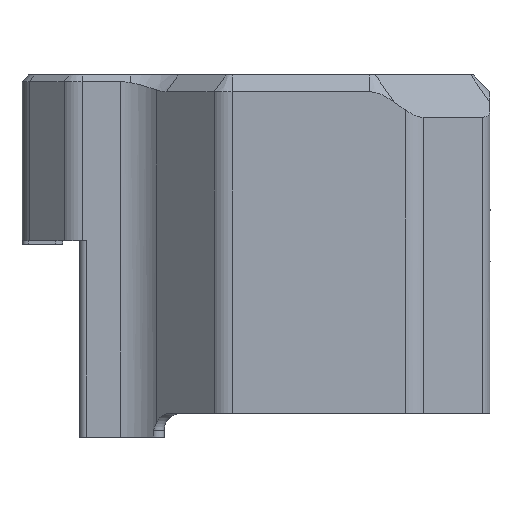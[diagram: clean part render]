
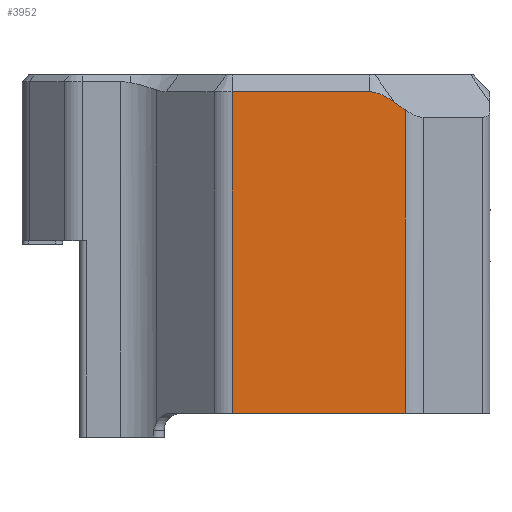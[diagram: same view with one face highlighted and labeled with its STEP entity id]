
A CAD part, front view. The second image highlights one B-rep face of the part: STEP entity #3952.
In plain terms, the highlighted planar face has unit normal (0, -1, 0).
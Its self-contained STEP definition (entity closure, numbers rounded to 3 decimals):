
#207=PLANE('',#4345);
#389=FACE_OUTER_BOUND('',#624,.T.);
#624=EDGE_LOOP('',(#3382,#3383,#3384,#3385,#3386,#3387));
#1035=LINE('',#6925,#1386);
#1083=LINE('',#7119,#1434);
#1111=LINE('',#7215,#1462);
#1142=LINE('',#7341,#1493);
#1143=LINE('',#7343,#1494);
#1386=VECTOR('',#4939,10.);
#1434=VECTOR('',#5123,10.);
#1462=VECTOR('',#5213,10.);
#1493=VECTOR('',#5318,10.);
#1494=VECTOR('',#5321,10.);
#1616=(
BOUNDED_CURVE()
B_SPLINE_CURVE(2,(#7084,#7085,#7086),.UNSPECIFIED.,.F.,.F.)
B_SPLINE_CURVE_WITH_KNOTS((3,3),(2.231,2.797),
 .UNSPECIFIED.)
CURVE()
GEOMETRIC_REPRESENTATION_ITEM()
RATIONAL_B_SPLINE_CURVE((1.,1.367,1.548))
REPRESENTATION_ITEM('')
);
#1807=VERTEX_POINT('',#6922);
#1808=VERTEX_POINT('',#6924);
#1855=VERTEX_POINT('',#7082);
#1856=VERTEX_POINT('',#7083);
#1864=VERTEX_POINT('',#7118);
#1891=VERTEX_POINT('',#7213);
#2254=EDGE_CURVE('',#1808,#1807,#1035,.T.);
#2327=EDGE_CURVE('',#1855,#1856,#1616,.T.);
#2343=EDGE_CURVE('',#1864,#1856,#1083,.T.);
#2387=EDGE_CURVE('',#1891,#1855,#1111,.T.);
#2431=EDGE_CURVE('',#1891,#1808,#1142,.T.);
#2432=EDGE_CURVE('',#1864,#1807,#1143,.T.);
#3382=ORIENTED_EDGE('',*,*,#2432,.F.);
#3383=ORIENTED_EDGE('',*,*,#2343,.T.);
#3384=ORIENTED_EDGE('',*,*,#2327,.F.);
#3385=ORIENTED_EDGE('',*,*,#2387,.F.);
#3386=ORIENTED_EDGE('',*,*,#2431,.T.);
#3387=ORIENTED_EDGE('',*,*,#2254,.T.);
#3952=ADVANCED_FACE('',(#389),#207,.F.);
#4345=AXIS2_PLACEMENT_3D('',#7342,#5319,#5320);
#4939=DIRECTION('',(1.,0.,0.));
#5123=DIRECTION('',(-0.816,0.,0.577));
#5213=DIRECTION('',(1.,0.,0.));
#5318=DIRECTION('',(0.,0.,-1.));
#5319=DIRECTION('center_axis',(0.,1.,0.));
#5320=DIRECTION('ref_axis',(-1.,0.,0.));
#5321=DIRECTION('',(0.,0.,-1.));
#6922=CARTESIAN_POINT('',(73.035,53.76,-38.));
#6924=CARTESIAN_POINT('',(62.812,53.76,-38.));
#6925=CARTESIAN_POINT('',(74.578,53.76,-38.));
#7082=CARTESIAN_POINT('',(70.914,53.76,-19.));
#7083=CARTESIAN_POINT('',(72.414,53.76,-19.621));
#7084=CARTESIAN_POINT('Ctrl Pts',(70.914,53.76,-19.));
#7085=CARTESIAN_POINT('Ctrl Pts',(71.535,53.76,-19.));
#7086=CARTESIAN_POINT('Ctrl Pts',(72.414,53.76,-19.621));
#7118=CARTESIAN_POINT('',(73.035,53.76,-20.061));
#7119=CARTESIAN_POINT('',(85.276,53.76,-28.716));
#7213=CARTESIAN_POINT('',(62.812,53.76,-19.));
#7215=CARTESIAN_POINT('',(77.078,53.76,-19.));
#7341=CARTESIAN_POINT('',(62.812,53.76,-33.4));
#7342=CARTESIAN_POINT('Origin',(73.657,53.76,-59.));
#7343=CARTESIAN_POINT('',(73.035,53.76,-33.4));
